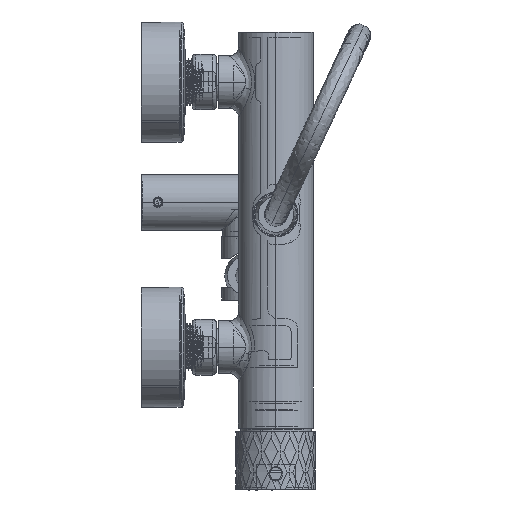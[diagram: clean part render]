
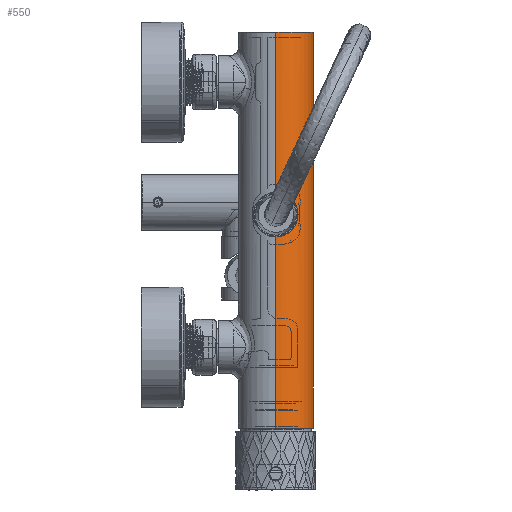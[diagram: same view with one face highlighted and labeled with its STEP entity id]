
A CAD part, front view. The second image highlights one B-rep face of the part: STEP entity #550.
In plain terms, the highlighted cylindrical face has radius 21 mm (diameter 42 mm), a partial arc.
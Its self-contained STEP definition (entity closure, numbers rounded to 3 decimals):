
#550 = ADVANCED_FACE ( 'NONE', ( #49239 ), #9223, .T. ) ;
#1108 = CARTESIAN_POINT ( 'NONE',  ( 4.484, -20.519, 11.675 ) ) ;
#3214 = EDGE_CURVE ( 'NONE', #46616, #28559, #15538, .T. ) ;
#4113 = CARTESIAN_POINT ( 'NONE',  ( 10.151, -18.385, -7.305 ) ) ;
#4463 = CARTESIAN_POINT ( 'NONE',  ( 11.819, -17.359, 4.092 ) ) ;
#5207 = CARTESIAN_POINT ( 'NONE',  ( 12.415, -16.938, 1.673 ) ) ;
#6096 = CARTESIAN_POINT ( 'NONE',  ( 0., -21., 102.37 ) ) ;
#6565 = CARTESIAN_POINT ( 'NONE',  ( 0., -21., -12.5 ) ) ;
#7542 = DIRECTION ( 'NONE',  ( 0., 0., 1. ) ) ;
#9223 = CYLINDRICAL_SURFACE ( 'NONE', #21830, 21. ) ;
#9606 = CARTESIAN_POINT ( 'NONE',  ( 7.676, -19.56, -9.899 ) ) ;
#9954 = CARTESIAN_POINT ( 'NONE',  ( 5.62, -20.249, -11.195 ) ) ;
#10303 = CARTESIAN_POINT ( 'NONE',  ( 0., -21., -12.5 ) ) ;
#10685 = CARTESIAN_POINT ( 'NONE',  ( 11.678, -17.454, 4.476 ) ) ;
#10960 = DIRECTION ( 'NONE',  ( 0., 0., -1. ) ) ;
#11040 = CARTESIAN_POINT ( 'NONE',  ( 3.303, -20.743, -12.063 ) ) ;
#11393 = CARTESIAN_POINT ( 'NONE',  ( 0.847, -20.987, 12.478 ) ) ;
#12117 = CARTESIAN_POINT ( 'NONE',  ( 0., -21., 12.5 ) ) ;
#14756 = CARTESIAN_POINT ( 'NONE',  ( 0., 0., -119.95 ) ) ;
#15079 = CARTESIAN_POINT ( 'NONE',  ( 0., 0., 0. ) ) ;
#15095 = CARTESIAN_POINT ( 'NONE',  ( 4.1, -20.6, -11.816 ) ) ;
#15538 = B_SPLINE_CURVE_WITH_KNOTS ( 'NONE', 3,
 ( #10303, #55560, #37892, #21661, #11040, #15095, #61493, #9954, #60041, #9606, #16163, #26467, #32741, #43044, #4113, #48911, #43392, #60391, #32376, #27191, #65553, #37542, #66641, #54818, #49635, #54473, #5207, #38619, #61121, #4463, #10685, #33125, #27554, #49997, #72542, #54124, #22019, #44492, #16545, #38996, #26125, #48565, #50367, #1108, #17983, #62581, #62941, #67380, #45952, #11393, #56288, #12117 ),
 .UNSPECIFIED., .F., .F.,
 ( 4, 2, 2, 2, 2, 2, 2, 2, 2, 2, 2, 2, 2, 2, 2, 2, 2, 2, 2, 2, 2, 2, 2, 2, 2, 4 ),
 ( 0., 0.003, 0.004, 0.005, 0.008, 0.01, 0.011, 0.013, 0.015, 0.016, 0.018, 0.019, 0.02, 0.023, 0.024, 0.025, 0.026, 0.028, 0.03, 0.031, 0.033, 0.035, 0.036, 0.038, 0.039, 0.04 ),
 .UNSPECIFIED. ) ;
#16163 = CARTESIAN_POINT ( 'NONE',  ( 8.292, -19.303, -9.387 ) ) ;
#16545 = CARTESIAN_POINT ( 'NONE',  ( 8.268, -19.307, 9.384 ) ) ;
#17450 = DIRECTION ( 'NONE',  ( 0., 1., 0. ) ) ;
#17983 = CARTESIAN_POINT ( 'NONE',  ( 4.091, -20.602, 11.819 ) ) ;
#18497 = CARTESIAN_POINT ( 'NONE',  ( 0., 21., 102.37 ) ) ;
#19195 = LINE ( 'NONE', #29134, #39468 ) ;
#20253 = DIRECTION ( 'NONE',  ( 1., 0., 0. ) ) ;
#20556 = DIRECTION ( 'NONE',  ( 0., -1., 0. ) ) ;
#21661 = CARTESIAN_POINT ( 'NONE',  ( 2.9, -20.803, -12.166 ) ) ;
#21830 = AXIS2_PLACEMENT_3D ( 'NONE', #15079, #54101, #20556 ) ;
#22019 = CARTESIAN_POINT ( 'NONE',  ( 9.414, -18.782, 8.262 ) ) ;
#22285 = VECTOR ( 'NONE', #10960, 1000. ) ;
#26125 = CARTESIAN_POINT ( 'NONE',  ( 7.328, -19.683, 10.135 ) ) ;
#26467 = CARTESIAN_POINT ( 'NONE',  ( 9.135, -18.912, -8.542 ) ) ;
#26489 = DIRECTION ( 'NONE',  ( 0., 0., -1. ) ) ;
#27191 = CARTESIAN_POINT ( 'NONE',  ( 12.061, -17.192, -3.31 ) ) ;
#27554 = CARTESIAN_POINT ( 'NONE',  ( 11.187, -17.773, 5.591 ) ) ;
#27880 = VERTEX_POINT ( 'NONE', #60419 ) ;
#28559 = VERTEX_POINT ( 'NONE', #65959 ) ;
#29134 = CARTESIAN_POINT ( 'NONE',  ( 0., -21., 0. ) ) ;
#29613 = ORIENTED_EDGE ( 'NONE', *, *, #62603, .F. ) ;
#32293 = VERTEX_POINT ( 'NONE', #41240 ) ;
#32376 = CARTESIAN_POINT ( 'NONE',  ( 11.815, -17.362, -4.103 ) ) ;
#32741 = CARTESIAN_POINT ( 'NONE',  ( 9.402, -18.78, -8.247 ) ) ;
#33125 = CARTESIAN_POINT ( 'NONE',  ( 11.362, -17.662, 5.226 ) ) ;
#34088 = ORIENTED_EDGE ( 'NONE', *, *, #60658, .T. ) ;
#34527 = EDGE_CURVE ( 'NONE', #27880, #32293, #59643, .T. ) ;
#35195 = CARTESIAN_POINT ( 'NONE',  ( 0., 21., 0. ) ) ;
#36262 = DIRECTION ( 'NONE',  ( 0., 0., -1. ) ) ;
#37340 = ORIENTED_EDGE ( 'NONE', *, *, #66874, .T. ) ;
#37400 = VECTOR ( 'NONE', #36262, 1000. ) ;
#37542 = CARTESIAN_POINT ( 'NONE',  ( 12.33, -16.999, -2.094 ) ) ;
#37891 = AXIS2_PLACEMENT_3D ( 'NONE', #62421, #7542, #17450 ) ;
#37892 = CARTESIAN_POINT ( 'NONE',  ( 1.679, -20.949, -12.415 ) ) ;
#38619 = CARTESIAN_POINT ( 'NONE',  ( 12.167, -17.116, 2.896 ) ) ;
#38916 = LINE ( 'NONE', #61417, #22285 ) ;
#38996 = CARTESIAN_POINT ( 'NONE',  ( 7.648, -19.561, 9.895 ) ) ;
#39468 = VECTOR ( 'NONE', #46779, 1000. ) ;
#39530 = ORIENTED_EDGE ( 'NONE', *, *, #34527, .F. ) ;
#40693 = LINE ( 'NONE', #35195, #37400 ) ;
#41240 = CARTESIAN_POINT ( 'NONE',  ( 0., -21., -119.95 ) ) ;
#43044 = CARTESIAN_POINT ( 'NONE',  ( 9.91, -18.517, -7.628 ) ) ;
#43392 = CARTESIAN_POINT ( 'NONE',  ( 11.202, -17.767, -5.606 ) ) ;
#44492 = CARTESIAN_POINT ( 'NONE',  ( 8.567, -19.176, 9.111 ) ) ;
#45952 = CARTESIAN_POINT ( 'NONE',  ( 1.68, -20.937, 12.394 ) ) ;
#46477 = ORIENTED_EDGE ( 'NONE', *, *, #3214, .F. ) ;
#46616 = VERTEX_POINT ( 'NONE', #6565 ) ;
#46779 = DIRECTION ( 'NONE',  ( 0., 0., -1. ) ) ;
#48565 = CARTESIAN_POINT ( 'NONE',  ( 6.331, -20.035, 10.808 ) ) ;
#48911 = CARTESIAN_POINT ( 'NONE',  ( 10.821, -18.005, -6.309 ) ) ;
#49239 = FACE_OUTER_BOUND ( 'NONE', #62580, .T. ) ;
#49635 = CARTESIAN_POINT ( 'NONE',  ( 12.5, -16.875, -0.428 ) ) ;
#49997 = CARTESIAN_POINT ( 'NONE',  ( 10.802, -18.01, 6.303 ) ) ;
#50367 = CARTESIAN_POINT ( 'NONE',  ( 5.623, -20.248, 11.194 ) ) ;
#51984 = CIRCLE ( 'NONE', #37891, 21. ) ;
#52990 = EDGE_CURVE ( 'NONE', #62737, #57484, #51984, .T. ) ;
#54101 = DIRECTION ( 'NONE',  ( 0., 0., -1. ) ) ;
#54124 = CARTESIAN_POINT ( 'NONE',  ( 9.919, -18.517, 7.649 ) ) ;
#54473 = CARTESIAN_POINT ( 'NONE',  ( 12.5, -16.874, 0.842 ) ) ;
#54818 = CARTESIAN_POINT ( 'NONE',  ( 12.478, -16.891, -0.851 ) ) ;
#55560 = CARTESIAN_POINT ( 'NONE',  ( 0.848, -21., -12.5 ) ) ;
#56288 = CARTESIAN_POINT ( 'NONE',  ( 0.423, -21., 12.5 ) ) ;
#57484 = VERTEX_POINT ( 'NONE', #18497 ) ;
#59643 = CIRCLE ( 'NONE', #72585, 21. ) ;
#60041 = CARTESIAN_POINT ( 'NONE',  ( 6.332, -20.035, -10.808 ) ) ;
#60391 = CARTESIAN_POINT ( 'NONE',  ( 11.674, -17.457, -4.487 ) ) ;
#60419 = CARTESIAN_POINT ( 'NONE',  ( 0., 21., -119.95 ) ) ;
#60658 = EDGE_CURVE ( 'NONE', #62737, #28559, #19195, .T. ) ;
#61121 = CARTESIAN_POINT ( 'NONE',  ( 12.063, -17.19, 3.302 ) ) ;
#61417 = CARTESIAN_POINT ( 'NONE',  ( 0., -21., 0. ) ) ;
#61493 = CARTESIAN_POINT ( 'NONE',  ( 4.489, -20.518, -11.673 ) ) ;
#62421 = CARTESIAN_POINT ( 'NONE',  ( 0., 0., 102.37 ) ) ;
#62580 = EDGE_LOOP ( 'NONE', ( #29613, #68700, #34088, #46477, #37340, #39530 ) ) ;
#62581 = CARTESIAN_POINT ( 'NONE',  ( 3.301, -20.743, 12.063 ) ) ;
#62603 = EDGE_CURVE ( 'NONE', #57484, #27880, #40693, .T. ) ;
#62737 = VERTEX_POINT ( 'NONE', #6096 ) ;
#62941 = CARTESIAN_POINT ( 'NONE',  ( 2.901, -20.803, 12.166 ) ) ;
#65553 = CARTESIAN_POINT ( 'NONE',  ( 12.164, -17.118, -2.907 ) ) ;
#65959 = CARTESIAN_POINT ( 'NONE',  ( 0., -21., 12.5 ) ) ;
#66641 = CARTESIAN_POINT ( 'NONE',  ( 12.393, -16.953, -1.683 ) ) ;
#66874 = EDGE_CURVE ( 'NONE', #46616, #32293, #38916, .T. ) ;
#67380 = CARTESIAN_POINT ( 'NONE',  ( 2.09, -20.9, 12.331 ) ) ;
#68700 = ORIENTED_EDGE ( 'NONE', *, *, #52990, .F. ) ;
#72542 = CARTESIAN_POINT ( 'NONE',  ( 10.591, -18.135, 6.651 ) ) ;
#72585 = AXIS2_PLACEMENT_3D ( 'NONE', #14756, #26489, #20253 ) ;
